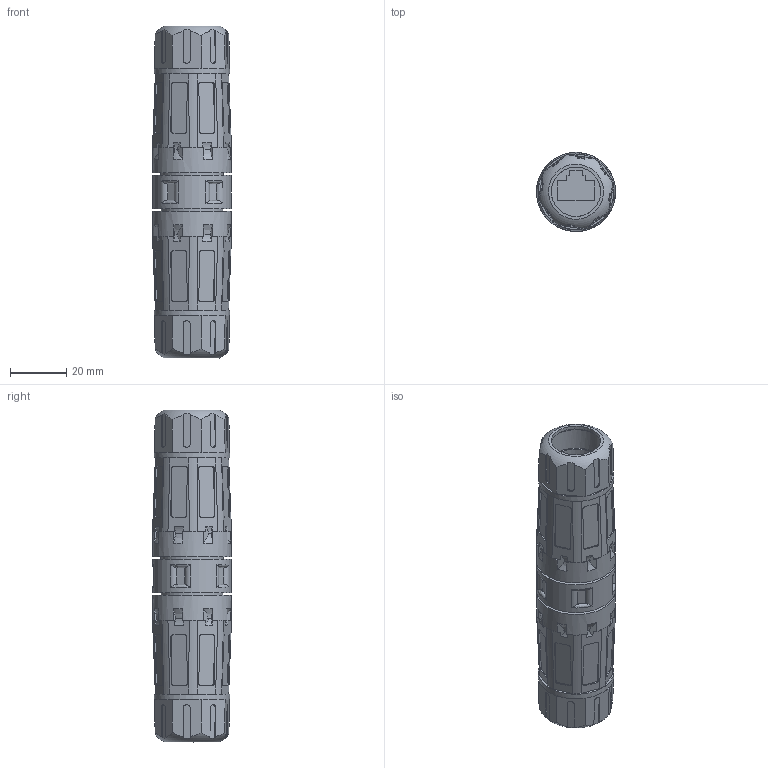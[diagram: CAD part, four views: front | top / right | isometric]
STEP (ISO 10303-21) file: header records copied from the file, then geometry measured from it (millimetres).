
FILE_DESCRIPTION(/* description */ (''),/* implementation_level */ '2;1');
FILE_NAME(/* name */ '100917738ugm000_a.stp',/* time_stamp */ '2020-10-07T13:25:33+02:00',/* author */ (''),/* organization */ (''),/* preprocessor_version */ 'ST-DEVELOPER v16.7',/* originating_system */ 'SIEMENS PLM Software NX 1911',/* authorisation */ '');
FILE_SCHEMA (('AUTOMOTIVE_DESIGN { 1 0 10303 214 3 1 1 1 }'));
Length unit declared in the file: millimetre
Products named in the file (1): 100917738ugm000_a
Bounding box: 28 x 28 x 117.7 mm (x, y, z)
Volume: 31386.9 mm3; surface area: 22457.5 mm2
Topology: 3 solids, 7 shells, 572 faces, 1569 edges, 1046 vertices
Faces by surface type: plane 343, cylinder 176, cone 20, bspline 20, torus 13
Full cylindrical faces by diameter (mm): 17.5 x2, 18.499 x2, 19.7 x2, 21.999 x3, 22 x2, 26.8 x2, 28 x3
Entity records: 24201 total; most frequent: CARTESIAN_POINT 6026, ORIENTED_EDGE 3058, DIRECTION 2768, EDGE_CURVE 1529, VERTEX_POINT 1027, AXIS2_PLACEMENT_3D 985, LINE 798, VECTOR 798
